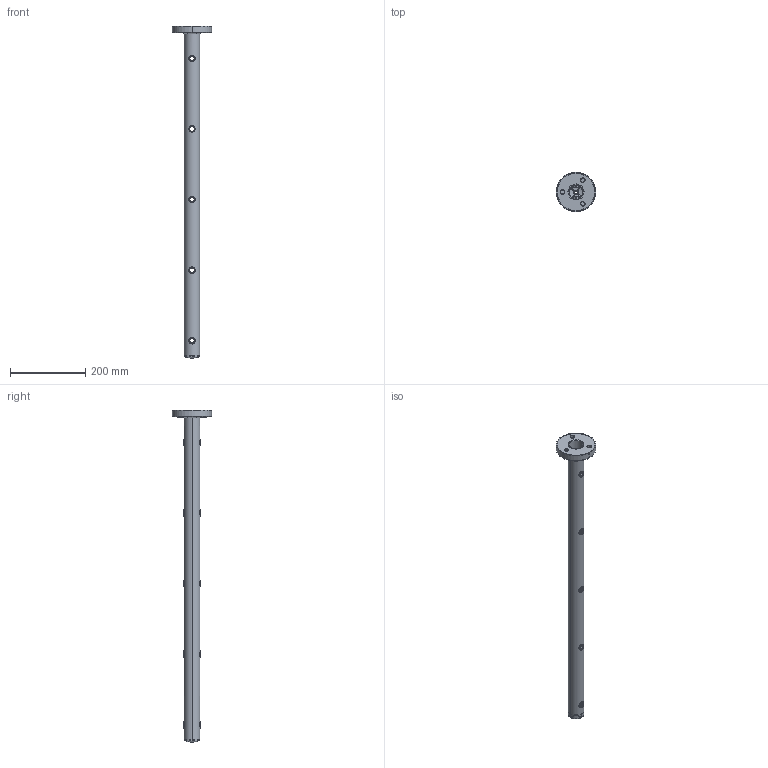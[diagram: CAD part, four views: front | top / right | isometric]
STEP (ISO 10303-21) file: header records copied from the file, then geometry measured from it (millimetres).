
FILE_DESCRIPTION (( 'STEP AP203' ), '1' );
FILE_NAME ('A-vR100-5D12-PVC.STEP', '2019-11-08T14:13:16', ( '' ), ( '' ), 'SwSTEP 2.0', 'SolidWorks 2019', '' );
FILE_SCHEMA (( 'CONFIG_CONTROL_DESIGN' ));
Length unit declared in the file: millimetre
Products named in the file (6): A6_100x42x6-S; A-vR100-5D12-PVC; A12_12-PVC; A_5735-242-R_A_5735-242-R; A-VR100-10xD14; A_0512-042
Assembly tree (14 placements, depth 2):
  A-vR100-5D12-PVC
    A-VR100-10xD14
    A12_12-PVC  x10
    A_5735-242-R_A_5735-242-R
    A6_100x42x6-S
    A_0512-042
Bounding box: 105 x 105 x 883.87 mm (x, y, z)
Volume: 278057.2 mm3; surface area: 278867.6 mm2
Topology: 14 solids, 14 shells, 1702 faces, 4188 edges, 2514 vertices
Faces by surface type: plane 1306, cylinder 346, cone 22, torus 22, sphere 6
Entity records: 47560 total; most frequent: CARTESIAN_POINT 9884, DIRECTION 8110, ORIENTED_EDGE 7512, EDGE_CURVE 3756, AXIS2_PLACEMENT_3D 2898, VECTOR 2314, LINE 2314, VERTEX_POINT 2226
